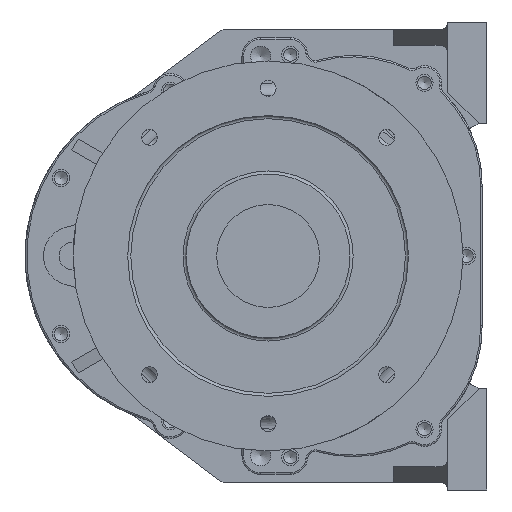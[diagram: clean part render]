
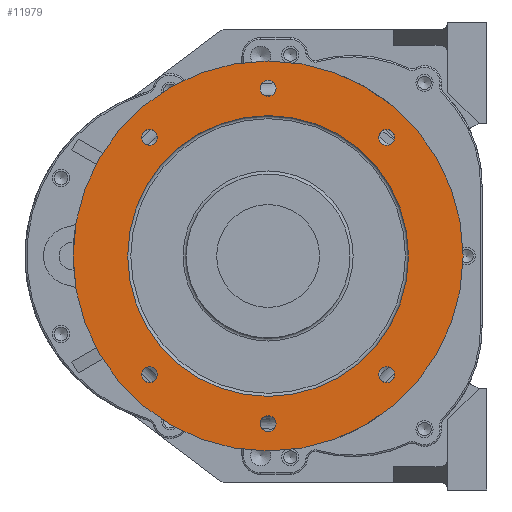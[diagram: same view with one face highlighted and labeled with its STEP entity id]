
A CAD part, left-side view. The second image highlights one B-rep face of the part: STEP entity #11979.
In plain terms, the highlighted planar face has unit normal (-1, 0, 0).
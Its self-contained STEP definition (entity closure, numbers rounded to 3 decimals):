
#81 = DIRECTION ( 'NONE',  ( 0., 0., 1. ) ) ;
#94 = CARTESIAN_POINT ( 'NONE',  ( -18., -76.014, -76.014 ) ) ;
#531 = EDGE_CURVE ( 'NONE', #17227, #17227, #16181, .T. ) ;
#1155 = DIRECTION ( 'NONE',  ( -1., 0., 0. ) ) ;
#1328 = CARTESIAN_POINT ( 'NONE',  ( -18., 76.014, 76.014 ) ) ;
#1448 = CARTESIAN_POINT ( 'NONE',  ( -18., 76.014, 81.114 ) ) ;
#1909 = CIRCLE ( 'NONE', #3547, 5.1 ) ;
#1959 = DIRECTION ( 'NONE',  ( 0., 0., 1. ) ) ;
#2139 = ORIENTED_EDGE ( 'NONE', *, *, #12002, .F. ) ;
#2246 = CARTESIAN_POINT ( 'NONE',  ( -18., 76.014, -70.914 ) ) ;
#2343 = AXIS2_PLACEMENT_3D ( 'NONE', #3037, #9854, #13687 ) ;
#2633 = DIRECTION ( 'NONE',  ( 0., 0., 1. ) ) ;
#2909 = AXIS2_PLACEMENT_3D ( 'NONE', #11205, #7185, #12521 ) ;
#3037 = CARTESIAN_POINT ( 'NONE',  ( -18., 0., 107.5 ) ) ;
#3169 = CARTESIAN_POINT ( 'NONE',  ( -18., 0., 90. ) ) ;
#3336 = DIRECTION ( 'NONE',  ( 0., 0., 1. ) ) ;
#3547 = AXIS2_PLACEMENT_3D ( 'NONE', #1328, #7957, #2633 ) ;
#3680 = AXIS2_PLACEMENT_3D ( 'NONE', #4032, #1155, #17112 ) ;
#4032 = CARTESIAN_POINT ( 'NONE',  ( -18., 0., -107.5 ) ) ;
#4393 = VERTEX_POINT ( 'NONE', #5788 ) ;
#4523 = AXIS2_PLACEMENT_3D ( 'NONE', #8267, #14659, #81 ) ;
#4571 = CIRCLE ( 'NONE', #16277, 90. ) ;
#4575 = VERTEX_POINT ( 'NONE', #3169 ) ;
#4577 = DIRECTION ( 'NONE',  ( -1., 0., 0. ) ) ;
#5023 = AXIS2_PLACEMENT_3D ( 'NONE', #13350, #9887, #3336 ) ;
#5126 = AXIS2_PLACEMENT_3D ( 'NONE', #16435, #4577, #1959 ) ;
#5440 = EDGE_LOOP ( 'NONE', ( #7241 ) ) ;
#5564 = AXIS2_PLACEMENT_3D ( 'NONE', #94, #5565, #8105 ) ;
#5565 = DIRECTION ( 'NONE',  ( -1., 0., 0. ) ) ;
#5788 = CARTESIAN_POINT ( 'NONE',  ( -18., 0., 112.6 ) ) ;
#6213 = CIRCLE ( 'NONE', #4523, 125. ) ;
#6680 = EDGE_CURVE ( 'NONE', #14715, #14715, #1909, .T. ) ;
#7084 = ORIENTED_EDGE ( 'NONE', *, *, #11548, .F. ) ;
#7100 = PLANE ( 'NONE',  #5126 ) ;
#7185 = DIRECTION ( 'NONE',  ( -1., 0., 0. ) ) ;
#7241 = ORIENTED_EDGE ( 'NONE', *, *, #12558, .F. ) ;
#7957 = DIRECTION ( 'NONE',  ( -1., 0., 0. ) ) ;
#8030 = CARTESIAN_POINT ( 'NONE',  ( -18., 0., -102.4 ) ) ;
#8105 = DIRECTION ( 'NONE',  ( 0., 0., 1. ) ) ;
#8239 = EDGE_LOOP ( 'NONE', ( #7084 ) ) ;
#8267 = CARTESIAN_POINT ( 'NONE',  ( -18., 0., 0. ) ) ;
#8409 = FACE_BOUND ( 'NONE', #16699, .T. ) ;
#8491 = EDGE_LOOP ( 'NONE', ( #14169 ) ) ;
#9432 = EDGE_CURVE ( 'NONE', #12519, #12519, #16160, .T. ) ;
#9718 = EDGE_LOOP ( 'NONE', ( #10055 ) ) ;
#9728 = FACE_BOUND ( 'NONE', #16362, .T. ) ;
#9852 = CIRCLE ( 'NONE', #2343, 5.1 ) ;
#9854 = DIRECTION ( 'NONE',  ( -1., 0., 0. ) ) ;
#9887 = DIRECTION ( 'NONE',  ( -1., 0., 0. ) ) ;
#9989 = CARTESIAN_POINT ( 'NONE',  ( -18., -76.014, 81.114 ) ) ;
#10055 = ORIENTED_EDGE ( 'NONE', *, *, #9432, .F. ) ;
#10167 = VERTEX_POINT ( 'NONE', #8030 ) ;
#10673 = EDGE_CURVE ( 'NONE', #13918, #13918, #6213, .T. ) ;
#10742 = CIRCLE ( 'NONE', #2909, 5.1 ) ;
#11205 = CARTESIAN_POINT ( 'NONE',  ( -18., -76.014, 76.014 ) ) ;
#11298 = VERTEX_POINT ( 'NONE', #9989 ) ;
#11309 = EDGE_LOOP ( 'NONE', ( #12574 ) ) ;
#11491 = CIRCLE ( 'NONE', #3680, 5.1 ) ;
#11548 = EDGE_CURVE ( 'NONE', #4393, #4393, #9852, .T. ) ;
#11643 = DIRECTION ( 'NONE',  ( -1., 0., 0. ) ) ;
#11726 = CARTESIAN_POINT ( 'NONE',  ( -18., 0., 0. ) ) ;
#11763 = EDGE_LOOP ( 'NONE', ( #13700 ) ) ;
#11979 = ADVANCED_FACE ( 'NONE', ( #15387, #14010, #12432, #12787, #12522, #9728, #8409, #16525 ), #7100, .T. ) ;
#12002 = EDGE_CURVE ( 'NONE', #4575, #4575, #4571, .T. ) ;
#12432 = FACE_BOUND ( 'NONE', #9718, .T. ) ;
#12519 = VERTEX_POINT ( 'NONE', #13827 ) ;
#12521 = DIRECTION ( 'NONE',  ( 0., 0., 1. ) ) ;
#12522 = FACE_BOUND ( 'NONE', #11763, .T. ) ;
#12558 = EDGE_CURVE ( 'NONE', #11298, #11298, #10742, .T. ) ;
#12574 = ORIENTED_EDGE ( 'NONE', *, *, #14969, .F. ) ;
#12787 = FACE_BOUND ( 'NONE', #5440, .T. ) ;
#13350 = CARTESIAN_POINT ( 'NONE',  ( -18., 76.014, -76.014 ) ) ;
#13687 = DIRECTION ( 'NONE',  ( 0., 0., 1. ) ) ;
#13700 = ORIENTED_EDGE ( 'NONE', *, *, #6680, .F. ) ;
#13827 = CARTESIAN_POINT ( 'NONE',  ( -18., -76.014, -70.914 ) ) ;
#13918 = VERTEX_POINT ( 'NONE', #14008 ) ;
#14008 = CARTESIAN_POINT ( 'NONE',  ( -18., 0., 125. ) ) ;
#14010 = FACE_BOUND ( 'NONE', #8239, .T. ) ;
#14169 = ORIENTED_EDGE ( 'NONE', *, *, #10673, .T. ) ;
#14447 = DIRECTION ( 'NONE',  ( 0., 0., 1. ) ) ;
#14659 = DIRECTION ( 'NONE',  ( -1., 0., 0. ) ) ;
#14715 = VERTEX_POINT ( 'NONE', #1448 ) ;
#14969 = EDGE_CURVE ( 'NONE', #10167, #10167, #11491, .T. ) ;
#15387 = FACE_BOUND ( 'NONE', #11309, .T. ) ;
#16160 = CIRCLE ( 'NONE', #5564, 5.1 ) ;
#16181 = CIRCLE ( 'NONE', #5023, 5.1 ) ;
#16277 = AXIS2_PLACEMENT_3D ( 'NONE', #11726, #11643, #14447 ) ;
#16362 = EDGE_LOOP ( 'NONE', ( #16658 ) ) ;
#16435 = CARTESIAN_POINT ( 'NONE',  ( -18., -125., 0. ) ) ;
#16525 = FACE_OUTER_BOUND ( 'NONE', #8491, .T. ) ;
#16658 = ORIENTED_EDGE ( 'NONE', *, *, #531, .F. ) ;
#16699 = EDGE_LOOP ( 'NONE', ( #2139 ) ) ;
#17112 = DIRECTION ( 'NONE',  ( 0., 0., 1. ) ) ;
#17227 = VERTEX_POINT ( 'NONE', #2246 ) ;
